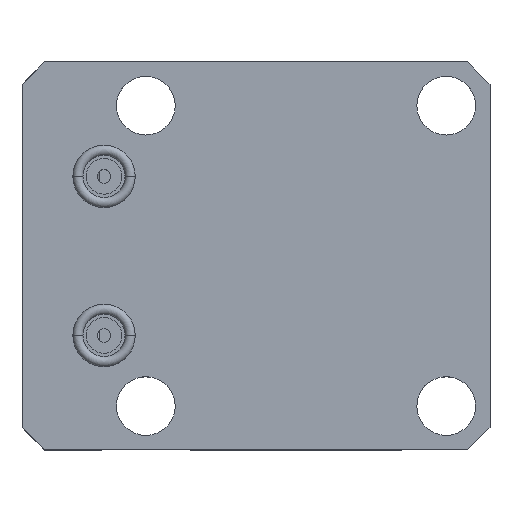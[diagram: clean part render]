
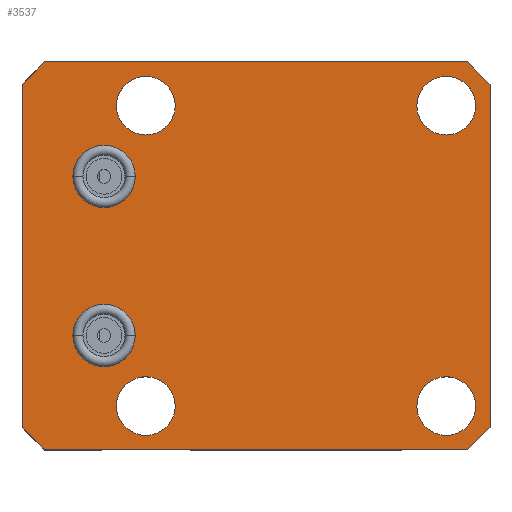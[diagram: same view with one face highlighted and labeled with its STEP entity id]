
A CAD part, top view. The second image highlights one B-rep face of the part: STEP entity #3537.
In plain terms, the highlighted planar face has unit normal (0, 0, 1).
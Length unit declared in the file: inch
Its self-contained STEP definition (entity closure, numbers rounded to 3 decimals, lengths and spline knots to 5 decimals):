
#806=CARTESIAN_POINT('',(1.08,-1.08,0.985));
#807=DIRECTION('',(0.,0.,-1.));
#808=DIRECTION('',(1.,0.,0.));
#809=AXIS2_PLACEMENT_3D('',#806,#807,#808);
#814=CARTESIAN_POINT('',(1.08,-1.08,0.985));
#815=DIRECTION('',(0.,0.,-1.));
#816=DIRECTION('',(-1.,0.,0.));
#817=AXIS2_PLACEMENT_3D('',#814,#815,#816);
#822=CARTESIAN_POINT('',(1.08,1.08,0.985));
#823=DIRECTION('',(0.,0.,-1.));
#824=DIRECTION('',(1.,0.,0.));
#825=AXIS2_PLACEMENT_3D('',#822,#823,#824);
#830=CARTESIAN_POINT('',(1.08,1.08,0.985));
#831=DIRECTION('',(0.,0.,-1.));
#832=DIRECTION('',(-1.,0.,0.));
#833=AXIS2_PLACEMENT_3D('',#830,#831,#832);
#838=CARTESIAN_POINT('',(-1.08,-1.08,0.985));
#839=DIRECTION('',(0.,0.,-1.));
#840=DIRECTION('',(1.,0.,0.));
#841=AXIS2_PLACEMENT_3D('',#838,#839,#840);
#846=CARTESIAN_POINT('',(-1.08,-1.08,0.985));
#847=DIRECTION('',(0.,0.,-1.));
#848=DIRECTION('',(-1.,0.,0.));
#849=AXIS2_PLACEMENT_3D('',#846,#847,#848);
#854=CARTESIAN_POINT('',(-1.08,1.08,0.985));
#855=DIRECTION('',(0.,0.,-1.));
#856=DIRECTION('',(1.,0.,0.));
#857=AXIS2_PLACEMENT_3D('',#854,#855,#856);
#862=CARTESIAN_POINT('',(-1.08,1.08,0.985));
#863=DIRECTION('',(0.,0.,-1.));
#864=DIRECTION('',(-1.,0.,0.));
#865=AXIS2_PLACEMENT_3D('',#862,#863,#864);
#870=CARTESIAN_POINT('',(-1.381,-0.572,0.985));
#871=DIRECTION('',(0.,0.,1.));
#872=DIRECTION('',(-1.,0.,0.));
#873=AXIS2_PLACEMENT_3D('',#870,#871,#872);
#878=CARTESIAN_POINT('',(-1.381,-0.572,0.985));
#879=DIRECTION('',(0.,0.,1.));
#880=DIRECTION('',(1.,0.,0.));
#881=AXIS2_PLACEMENT_3D('',#878,#879,#880);
#886=CARTESIAN_POINT('',(-1.381,0.572,0.985));
#887=DIRECTION('',(0.,0.,1.));
#888=DIRECTION('',(-1.,0.,0.));
#889=AXIS2_PLACEMENT_3D('',#886,#887,#888);
#894=CARTESIAN_POINT('',(-1.381,0.572,0.985));
#895=DIRECTION('',(0.,0.,1.));
#896=DIRECTION('',(1.,0.,0.));
#897=AXIS2_PLACEMENT_3D('',#894,#895,#896);
#902=DIRECTION('',(0.,-1.,0.));
#903=VECTOR('',#902,2.47);
#904=CARTESIAN_POINT('',(-1.971,1.235,0.985));
#905=LINE('',#904,#903);
#909=DIRECTION('',(-0.707,-0.707,0.));
#910=VECTOR('',#909,0.22627);
#911=CARTESIAN_POINT('',(-1.811,1.395,0.985));
#912=LINE('',#911,#910);
#916=DIRECTION('',(-1.,0.,0.));
#917=VECTOR('',#916,3.046);
#918=CARTESIAN_POINT('',(1.235,1.395,0.985));
#919=LINE('',#918,#917);
#923=DIRECTION('',(-0.707,0.707,0.));
#924=VECTOR('',#923,0.22627);
#925=CARTESIAN_POINT('',(1.395,1.235,0.985));
#926=LINE('',#925,#924);
#930=DIRECTION('',(0.,1.,0.));
#931=VECTOR('',#930,2.47);
#932=CARTESIAN_POINT('',(1.395,-1.235,0.985));
#933=LINE('',#932,#931);
#937=DIRECTION('',(0.707,0.707,0.));
#938=VECTOR('',#937,0.22627);
#939=CARTESIAN_POINT('',(1.235,-1.395,0.985));
#940=LINE('',#939,#938);
#944=DIRECTION('',(1.,0.,0.));
#945=VECTOR('',#944,3.046);
#946=CARTESIAN_POINT('',(-1.811,-1.395,0.985));
#947=LINE('',#946,#945);
#951=DIRECTION('',(0.707,-0.707,0.));
#952=VECTOR('',#951,0.22627);
#953=CARTESIAN_POINT('',(-1.971,-1.235,0.985));
#954=LINE('',#953,#952);
#2547=CARTESIAN_POINT('',(-1.971,1.235,0.985));
#2548=CARTESIAN_POINT('',(-1.971,-1.235,0.985));
#2549=VERTEX_POINT('',#2547);
#2550=VERTEX_POINT('',#2548);
#2551=CARTESIAN_POINT('',(-1.811,-1.395,0.985));
#2552=CARTESIAN_POINT('',(1.235,-1.395,0.985));
#2553=VERTEX_POINT('',#2551);
#2554=VERTEX_POINT('',#2552);
#2555=CARTESIAN_POINT('',(1.395,-1.235,0.985));
#2556=CARTESIAN_POINT('',(1.395,1.235,0.985));
#2557=VERTEX_POINT('',#2555);
#2558=VERTEX_POINT('',#2556);
#2559=CARTESIAN_POINT('',(1.235,1.395,0.985));
#2560=CARTESIAN_POINT('',(-1.811,1.395,0.985));
#2561=VERTEX_POINT('',#2559);
#2562=VERTEX_POINT('',#2560);
#2587=CARTESIAN_POINT('',(1.291,-1.08,0.985));
#2588=CARTESIAN_POINT('',(0.869,-1.08,0.985));
#2589=VERTEX_POINT('',#2587);
#2590=VERTEX_POINT('',#2588);
#2651=CARTESIAN_POINT('',(-1.6055,-0.572,0.985));
#2652=CARTESIAN_POINT('',(-1.1565,-0.572,0.985));
#2653=VERTEX_POINT('',#2651);
#2654=VERTEX_POINT('',#2652);
#2655=CARTESIAN_POINT('',(-1.6055,0.572,0.985));
#2656=CARTESIAN_POINT('',(-1.1565,0.572,0.985));
#2657=VERTEX_POINT('',#2655);
#2658=VERTEX_POINT('',#2656);
#2751=CARTESIAN_POINT('',(1.291,1.08,0.985));
#2752=CARTESIAN_POINT('',(0.869,1.08,0.985));
#2753=VERTEX_POINT('',#2751);
#2754=VERTEX_POINT('',#2752);
#2755=CARTESIAN_POINT('',(-0.869,-1.08,0.985));
#2756=CARTESIAN_POINT('',(-1.291,-1.08,0.985));
#2757=VERTEX_POINT('',#2755);
#2758=VERTEX_POINT('',#2756);
#2759=CARTESIAN_POINT('',(-0.869,1.08,0.985));
#2760=CARTESIAN_POINT('',(-1.291,1.08,0.985));
#2761=VERTEX_POINT('',#2759);
#2762=VERTEX_POINT('',#2760);
#3482=CARTESIAN_POINT('',(0.,0.,0.985));
#3483=DIRECTION('',(0.,0.,1.));
#3484=DIRECTION('',(1.,0.,0.));
#3485=AXIS2_PLACEMENT_3D('',#3482,#3483,#3484);
#3486=PLANE('',#3485);
#3487=ORIENTED_EDGE('',*,*,#3090,.F.);
#3489=ORIENTED_EDGE('',*,*,#3488,.F.);
#3491=ORIENTED_EDGE('',*,*,#3490,.F.);
#3493=ORIENTED_EDGE('',*,*,#3492,.F.);
#3495=ORIENTED_EDGE('',*,*,#3494,.F.);
#3497=ORIENTED_EDGE('',*,*,#3496,.F.);
#3499=ORIENTED_EDGE('',*,*,#3498,.F.);
#3500=ORIENTED_EDGE('',*,*,#3075,.F.);
#3501=EDGE_LOOP('',(#3487,#3489,#3491,#3493,#3495,#3497,#3499,#3500));
#3502=FACE_OUTER_BOUND('',#3501,.F.);
#3504=ORIENTED_EDGE('',*,*,#3503,.F.);
#3506=ORIENTED_EDGE('',*,*,#3505,.F.);
#3507=EDGE_LOOP('',(#3504,#3506));
#3508=FACE_BOUND('',#3507,.F.);
#3510=ORIENTED_EDGE('',*,*,#3509,.F.);
#3512=ORIENTED_EDGE('',*,*,#3511,.F.);
#3513=EDGE_LOOP('',(#3510,#3512));
#3514=FACE_BOUND('',#3513,.F.);
#3516=ORIENTED_EDGE('',*,*,#3515,.F.);
#3518=ORIENTED_EDGE('',*,*,#3517,.F.);
#3519=EDGE_LOOP('',(#3516,#3518));
#3520=FACE_BOUND('',#3519,.F.);
#3521=ORIENTED_EDGE('',*,*,#3340,.T.);
#3522=ORIENTED_EDGE('',*,*,#3373,.T.);
#3523=EDGE_LOOP('',(#3521,#3522));
#3524=FACE_BOUND('',#3523,.F.);
#3526=ORIENTED_EDGE('',*,*,#3525,.T.);
#3528=ORIENTED_EDGE('',*,*,#3527,.T.);
#3529=EDGE_LOOP('',(#3526,#3528));
#3530=FACE_BOUND('',#3529,.F.);
#3532=ORIENTED_EDGE('',*,*,#3531,.F.);
#3534=ORIENTED_EDGE('',*,*,#3533,.F.);
#3535=EDGE_LOOP('',(#3532,#3534));
#3536=FACE_BOUND('',#3535,.F.);
#810=CIRCLE('',#809,0.211);
#818=CIRCLE('',#817,0.211);
#826=CIRCLE('',#825,0.211);
#834=CIRCLE('',#833,0.211);
#842=CIRCLE('',#841,0.211);
#850=CIRCLE('',#849,0.211);
#858=CIRCLE('',#857,0.211);
#866=CIRCLE('',#865,0.211);
#874=CIRCLE('',#873,0.2245);
#882=CIRCLE('',#881,0.2245);
#890=CIRCLE('',#889,0.2245);
#898=CIRCLE('',#897,0.2245);
#3075=EDGE_CURVE('',#2550,#2553,#954,.T.);
#3090=EDGE_CURVE('',#2549,#2550,#905,.T.);
#3340=EDGE_CURVE('',#2653,#2654,#874,.T.);
#3373=EDGE_CURVE('',#2654,#2653,#882,.T.);
#3488=EDGE_CURVE('',#2562,#2549,#912,.T.);
#3490=EDGE_CURVE('',#2561,#2562,#919,.T.);
#3492=EDGE_CURVE('',#2558,#2561,#926,.T.);
#3494=EDGE_CURVE('',#2557,#2558,#933,.T.);
#3496=EDGE_CURVE('',#2554,#2557,#940,.T.);
#3498=EDGE_CURVE('',#2553,#2554,#947,.T.);
#3503=EDGE_CURVE('',#2753,#2754,#826,.T.);
#3505=EDGE_CURVE('',#2754,#2753,#834,.T.);
#3509=EDGE_CURVE('',#2757,#2758,#842,.T.);
#3511=EDGE_CURVE('',#2758,#2757,#850,.T.);
#3515=EDGE_CURVE('',#2761,#2762,#858,.T.);
#3517=EDGE_CURVE('',#2762,#2761,#866,.T.);
#3525=EDGE_CURVE('',#2657,#2658,#890,.T.);
#3527=EDGE_CURVE('',#2658,#2657,#898,.T.);
#3531=EDGE_CURVE('',#2589,#2590,#810,.T.);
#3533=EDGE_CURVE('',#2590,#2589,#818,.T.);
#3537=ADVANCED_FACE('',(#3502,#3508,#3514,#3520,#3524,#3530,#3536),#3486,.T.);
